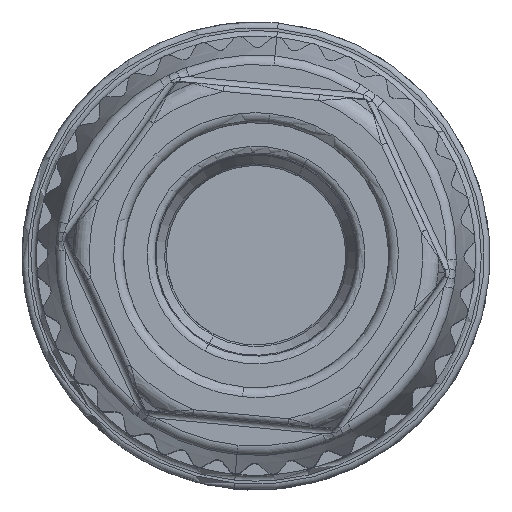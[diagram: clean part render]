
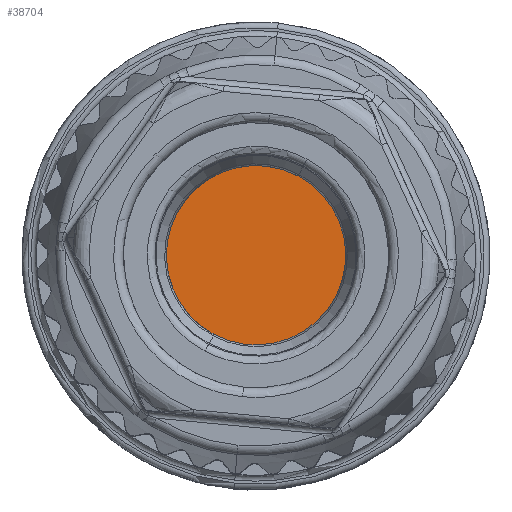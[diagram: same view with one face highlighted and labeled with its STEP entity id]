
A CAD part, top view. The second image highlights one B-rep face of the part: STEP entity #38704.
In plain terms, the highlighted planar face has unit normal (0, 0, 1).
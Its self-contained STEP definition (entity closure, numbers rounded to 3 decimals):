
#38648=AXIS2_PLACEMENT_3D('Circle Axis2P3D',#38646,#38647,$) ;
#38673=AXIS2_PLACEMENT_3D('Circle Axis2P3D',#38671,#38672,$) ;
#38696=AXIS2_PLACEMENT_3D('Plane Axis2P3D',#38693,#38694,#38695) ;
#38630=CARTESIAN_POINT('Vertex',(9.574,7.424,46.507)) ;
#38634=CARTESIAN_POINT('Control Point',(10.401,16.926,46.507)) ;
#38635=CARTESIAN_POINT('Control Point',(9.248,16.552,46.507)) ;
#38636=CARTESIAN_POINT('Control Point',(8.205,15.84,46.507)) ;
#38637=CARTESIAN_POINT('Control Point',(7.404,14.833,46.507)) ;
#38638=CARTESIAN_POINT('Control Point',(6.488,12.48,46.507)) ;
#38639=CARTESIAN_POINT('Control Point',(6.984,10.004,46.507)) ;
#38640=CARTESIAN_POINT('Control Point',(7.599,8.873,46.507)) ;
#38641=CARTESIAN_POINT('Control Point',(8.503,7.992,46.507)) ;
#38642=CARTESIAN_POINT('Control Point',(9.574,7.424,46.507)) ;
#38643=CARTESIAN_POINT('Vertex',(10.401,16.926,46.507)) ;
#38646=CARTESIAN_POINT('Axis2P3D Location',(12.001,12.,46.507)) ;
#38650=CARTESIAN_POINT('Vertex',(14.429,16.576,46.507)) ;
#38671=CARTESIAN_POINT('Axis2P3D Location',(12.001,12.,46.507)) ;
#38675=CARTESIAN_POINT('Vertex',(13.602,7.073,46.507)) ;
#38679=CARTESIAN_POINT('Control Point',(9.574,7.424,46.507)) ;
#38680=CARTESIAN_POINT('Control Point',(10.491,6.937,46.507)) ;
#38681=CARTESIAN_POINT('Control Point',(11.54,6.696,46.507)) ;
#38682=CARTESIAN_POINT('Control Point',(12.615,6.752,46.507)) ;
#38683=CARTESIAN_POINT('Control Point',(13.602,7.073,46.507)) ;
#38693=CARTESIAN_POINT('Axis2P3D Location',(12.001,12.,46.507)) ;
#38647=DIRECTION('Axis2P3D Direction',(0.,0.,-1.)) ;
#38672=DIRECTION('Axis2P3D Direction',(0.,0.,-1.)) ;
#38694=DIRECTION('Axis2P3D Direction',(0.,0.,-1.)) ;
#38695=DIRECTION('Axis2P3D XDirection',(-0.309,0.951,0.)) ;
#38699=ORIENTED_EDGE('',*,*,#38645,.T.) ;
#38700=ORIENTED_EDGE('',*,*,#38684,.T.) ;
#38701=ORIENTED_EDGE('',*,*,#38677,.T.) ;
#38702=ORIENTED_EDGE('',*,*,#38652,.T.) ;
#38704=ADVANCED_FACE('Hauptk\X2\00F6\X0\rper',(#38703),#38697,.F.) ;
#38633=B_SPLINE_CURVE_WITH_KNOTS('',5,(#38634,#38635,#38636,#38637,#38638,#38639,#38640,#38641,#38642),.UNSPECIFIED.,.F.,.U.,(6,3,6),(-6.06,0.,6.06),.UNSPECIFIED.) ;
#38678=B_SPLINE_CURVE_WITH_KNOTS('',4,(#38679,#38680,#38681,#38682,#38683),.UNSPECIFIED.,.F.,.U.,(5,5),(-2.077,2.077),.UNSPECIFIED.) ;
#38649=CIRCLE('generated circle',#38648,5.18) ;
#38674=CIRCLE('generated circle',#38673,5.18) ;
#38645=EDGE_CURVE('',#38644,#38631,#38633,.T.) ;
#38652=EDGE_CURVE('',#38651,#38644,#38649,.F.) ;
#38677=EDGE_CURVE('',#38676,#38651,#38674,.F.) ;
#38684=EDGE_CURVE('',#38631,#38676,#38678,.T.) ;
#38698=EDGE_LOOP('',(#38699,#38700,#38701,#38702)) ;
#38703=FACE_OUTER_BOUND('',#38698,.T.) ;
#38697=PLANE('',#38696) ;
#38631=VERTEX_POINT('',#38630) ;
#38644=VERTEX_POINT('',#38643) ;
#38651=VERTEX_POINT('',#38650) ;
#38676=VERTEX_POINT('',#38675) ;
